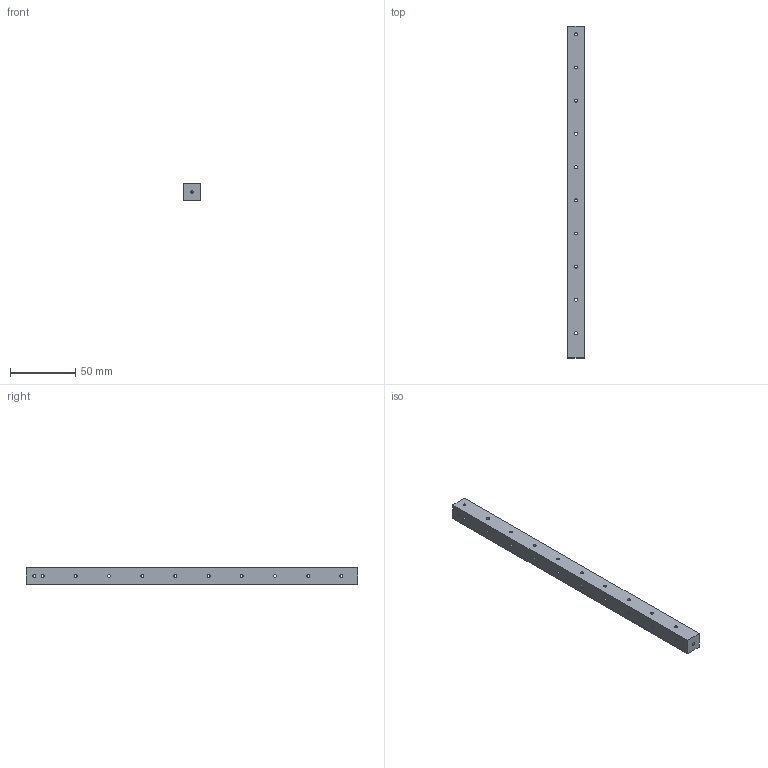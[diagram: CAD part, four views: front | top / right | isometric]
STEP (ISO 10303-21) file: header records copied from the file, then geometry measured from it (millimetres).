
FILE_DESCRIPTION (( 'STEP AP214' ), '1' );
FILE_NAME ('Bar_Stock_Support.STEP', '2022-07-06T00:15:17', ( '' ), ( '' ), 'SwSTEP 2.0', 'SolidWorks 2021', '' );
FILE_SCHEMA (( 'AUTOMOTIVE_DESIGN' ));
Length unit declared in the file: millimetre
Products named in the file (1): Bar_Stock_Support
Bounding box: 12.7 x 254 x 12.7 mm (x, y, z)
Volume: 39850.7 mm3; surface area: 15017.2 mm2
Topology: 1 solids, 1 shells, 62 faces, 184 edges, 118 vertices
Faces by surface type: cylinder 52, plane 6, cone 4
Entity records: 2786 total; most frequent: CARTESIAN_POINT 421, DIRECTION 378, ORIENTED_EDGE 360, EDGE_CURVE 180, AXIS2_PLACEMENT_3D 155, VERTEX_POINT 118, EDGE_LOOP 106, CIRCLE 92
